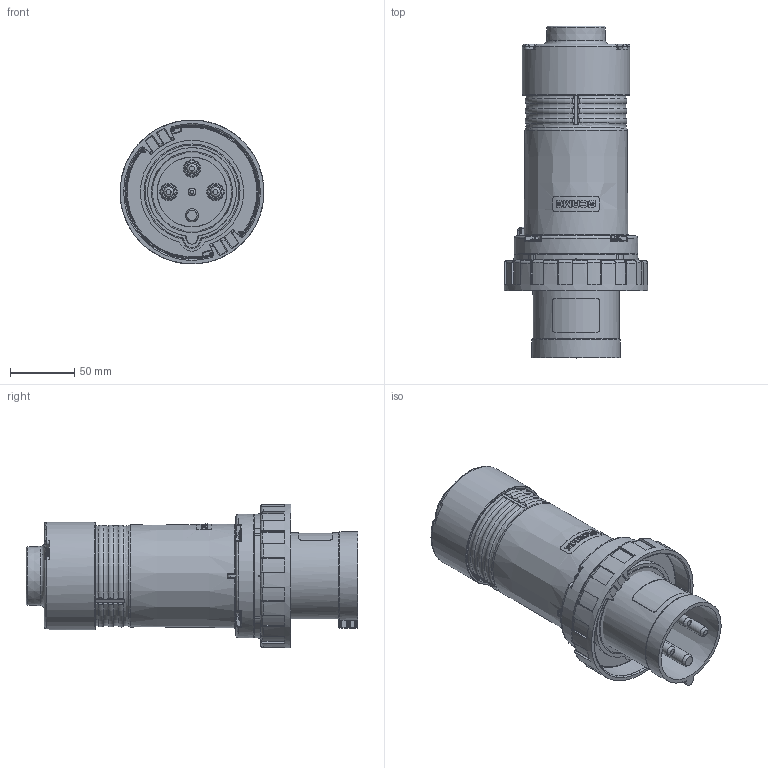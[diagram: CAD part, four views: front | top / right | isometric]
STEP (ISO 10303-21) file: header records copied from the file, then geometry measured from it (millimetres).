
FILE_DESCRIPTION(/* description */ (''),/* implementation_level */ '2;1');
FILE_NAME(/* name */ '4003591.stp',/* time_stamp */ '2019-03-01T11:21:37+01:00',/* author */ (''),/* organization */ (''),/* preprocessor_version */ 'ST-DEVELOPER v16.7',/* originating_system */ 'SIEMENS PLM Software NX 12.0',/* authorisation */ '');
FILE_SCHEMA (('AUTOMOTIVE_DESIGN { 1 0 10303 214 3 1 1 1 }'));
Products named in the file (1): bsom23CC53FBp1qo
Bounding box: 111.98 x 258.4 x 111.99 mm (x, y, z)
Volume: 275123.6 mm3; surface area: 325652.6 mm2
Topology: 22 solids, 23 shells, 2765 faces, 7297 edges, 4620 vertices
Faces by surface type: plane 1080, cylinder 661, bspline 438, torus 243, cone 215, extrusion 82, sphere 38, revolution 8
Full cylindrical faces by diameter (mm): 2.5 x4, 2.6 x4, 2.7 x1, 2.8 x4, 2.85 x2, 3 x12, 3.5 x6, 4 x12, 4.1 x3, 4.14 x8, 4.2 x3, 4.4 x1, 4.5 x3, 4.642 x1, 4.8 x3, 5 x1, 5.2 x2, 5.6 x3, 6 x2, 6.2 x1, 6.8 x3, 7 x4, 7.4 x4, 7.8 x3, 8 x9, 8.2 x3, 10 x5, 10.2 x1, 12 x7, 12.5 x1
Entity records: 120547 total; most frequent: CARTESIAN_POINT 57702, ORIENTED_EDGE 13798, DIRECTION 11457, EDGE_CURVE 6899, VERTEX_POINT 4536, AXIS2_PLACEMENT_3D 4496, EDGE_LOOP 3212, ADVANCED_FACE 2765
